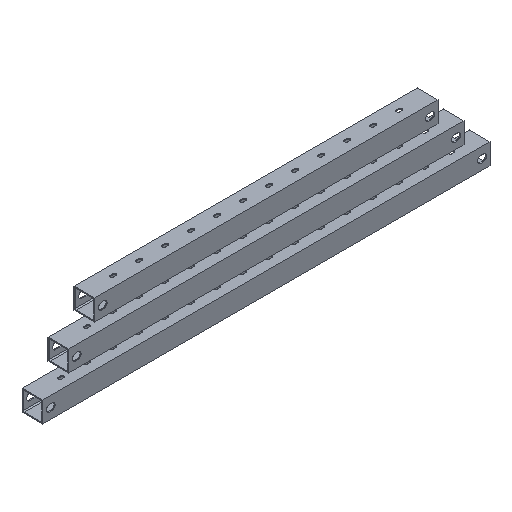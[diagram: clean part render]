
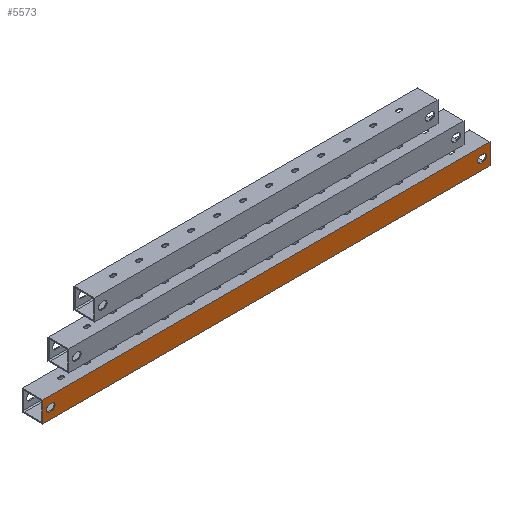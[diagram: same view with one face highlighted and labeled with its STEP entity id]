
A CAD part, isometric view. The second image highlights one B-rep face of the part: STEP entity #5573.
In plain terms, the highlighted planar face has unit normal (0, -1, 0).
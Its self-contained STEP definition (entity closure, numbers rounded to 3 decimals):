
#136=FACE_BOUND('',#939,.T.);
#137=FACE_BOUND('',#940,.T.);
#281=PLANE('',#6111);
#551=FACE_OUTER_BOUND('',#938,.T.);
#938=EDGE_LOOP('',(#5155,#5156,#5157,#5158));
#939=EDGE_LOOP('',(#5159,#5160,#5161,#5162));
#940=EDGE_LOOP('',(#5163,#5164,#5165,#5166));
#1318=LINE('',#8801,#1858);
#1323=LINE('',#8816,#1863);
#1328=LINE('',#8830,#1868);
#1333=LINE('',#8845,#1873);
#1463=LINE('',#9237,#2003);
#1478=LINE('',#9281,#2018);
#1481=LINE('',#9286,#2021);
#1482=LINE('',#9288,#2022);
#1858=VECTOR('',#7198,10.);
#1863=VECTOR('',#7215,10.);
#1868=VECTOR('',#7230,10.);
#1873=VECTOR('',#7247,10.);
#2003=VECTOR('',#7641,10.);
#2018=VECTOR('',#7688,10.);
#2021=VECTOR('',#7693,10.);
#2022=VECTOR('',#7696,10.);
#2196=CIRCLE('',#5947,3.25);
#2198=CIRCLE('',#5953,3.25);
#2200=CIRCLE('',#5958,3.25);
#2202=CIRCLE('',#5964,3.25);
#2645=VERTEX_POINT('',#8798);
#2646=VERTEX_POINT('',#8800);
#2648=VERTEX_POINT('',#8806);
#2650=VERTEX_POINT('',#8815);
#2653=VERTEX_POINT('',#8827);
#2654=VERTEX_POINT('',#8829);
#2656=VERTEX_POINT('',#8835);
#2658=VERTEX_POINT('',#8844);
#2787=VERTEX_POINT('',#9235);
#2788=VERTEX_POINT('',#9236);
#2801=VERTEX_POINT('',#9280);
#2802=VERTEX_POINT('',#9284);
#3350=EDGE_CURVE('',#2646,#2645,#1318,.T.);
#3353=EDGE_CURVE('',#2648,#2646,#2196,.T.);
#3357=EDGE_CURVE('',#2650,#2648,#1323,.T.);
#3360=EDGE_CURVE('',#2645,#2650,#2198,.T.);
#3364=EDGE_CURVE('',#2654,#2653,#1328,.T.);
#3367=EDGE_CURVE('',#2656,#2654,#2200,.T.);
#3371=EDGE_CURVE('',#2658,#2656,#1333,.T.);
#3374=EDGE_CURVE('',#2653,#2658,#2202,.T.);
#3567=EDGE_CURVE('',#2787,#2788,#1463,.T.);
#3590=EDGE_CURVE('',#2801,#2788,#1478,.T.);
#3593=EDGE_CURVE('',#2787,#2802,#1481,.T.);
#3594=EDGE_CURVE('',#2801,#2802,#1482,.T.);
#5155=ORIENTED_EDGE('',*,*,#3593,.T.);
#5156=ORIENTED_EDGE('',*,*,#3594,.F.);
#5157=ORIENTED_EDGE('',*,*,#3590,.T.);
#5158=ORIENTED_EDGE('',*,*,#3567,.F.);
#5159=ORIENTED_EDGE('',*,*,#3357,.T.);
#5160=ORIENTED_EDGE('',*,*,#3353,.T.);
#5161=ORIENTED_EDGE('',*,*,#3350,.T.);
#5162=ORIENTED_EDGE('',*,*,#3360,.T.);
#5163=ORIENTED_EDGE('',*,*,#3371,.T.);
#5164=ORIENTED_EDGE('',*,*,#3367,.T.);
#5165=ORIENTED_EDGE('',*,*,#3364,.T.);
#5166=ORIENTED_EDGE('',*,*,#3374,.T.);
#5573=ADVANCED_FACE('',(#551,#136,#137),#281,.T.);
#5947=AXIS2_PLACEMENT_3D('',#8807,#7204,#7205);
#5953=AXIS2_PLACEMENT_3D('',#8820,#7221,#7222);
#5958=AXIS2_PLACEMENT_3D('',#8836,#7236,#7237);
#5964=AXIS2_PLACEMENT_3D('',#8849,#7253,#7254);
#6111=AXIS2_PLACEMENT_3D('',#9287,#7694,#7695);
#7198=DIRECTION('',(-1.,0.,0.));
#7204=DIRECTION('center_axis',(0.,1.,0.));
#7205=DIRECTION('ref_axis',(0.,0.,1.));
#7215=DIRECTION('',(1.,0.,0.));
#7221=DIRECTION('center_axis',(0.,1.,0.));
#7222=DIRECTION('ref_axis',(0.,0.,-1.));
#7230=DIRECTION('',(1.,0.,0.));
#7236=DIRECTION('center_axis',(0.,1.,0.));
#7237=DIRECTION('ref_axis',(0.,0.,-1.));
#7247=DIRECTION('',(-1.,0.,0.));
#7253=DIRECTION('center_axis',(0.,1.,0.));
#7254=DIRECTION('ref_axis',(0.,0.,1.));
#7641=DIRECTION('',(0.,0.,1.));
#7688=DIRECTION('',(-1.,0.,0.));
#7693=DIRECTION('',(1.,0.,0.));
#7694=DIRECTION('center_axis',(0.,-1.,0.));
#7695=DIRECTION('ref_axis',(0.,0.,-1.));
#7696=DIRECTION('',(0.,0.,-1.));
#8798=CARTESIAN_POINT('',(-208.35,-10.,-3.25));
#8800=CARTESIAN_POINT('',(-206.35,-10.,-3.25));
#8801=CARTESIAN_POINT('',(-104.175,-10.,-3.25));
#8806=CARTESIAN_POINT('',(-206.35,-10.,3.25));
#8807=CARTESIAN_POINT('Origin',(-206.35,-10.,0.));
#8815=CARTESIAN_POINT('',(-208.35,-10.,3.25));
#8816=CARTESIAN_POINT('',(-103.175,-10.,3.25));
#8820=CARTESIAN_POINT('Origin',(-208.35,-10.,0.));
#8827=CARTESIAN_POINT('',(208.35,-10.,3.25));
#8829=CARTESIAN_POINT('',(206.35,-10.,3.25));
#8830=CARTESIAN_POINT('',(104.175,-10.,3.25));
#8835=CARTESIAN_POINT('',(206.35,-10.,-3.25));
#8836=CARTESIAN_POINT('Origin',(206.35,-10.,0.));
#8844=CARTESIAN_POINT('',(208.35,-10.,-3.25));
#8845=CARTESIAN_POINT('',(103.175,-10.,-3.25));
#8849=CARTESIAN_POINT('Origin',(208.35,-10.,0.));
#9235=CARTESIAN_POINT('',(-215.,-10.,-10.));
#9236=CARTESIAN_POINT('',(-215.,-10.,10.));
#9237=CARTESIAN_POINT('',(-215.,-10.,-10.));
#9280=CARTESIAN_POINT('',(215.,-10.,10.));
#9281=CARTESIAN_POINT('',(0.,-10.,10.));
#9284=CARTESIAN_POINT('',(215.,-10.,-10.));
#9286=CARTESIAN_POINT('',(0.,-10.,-10.));
#9287=CARTESIAN_POINT('Origin',(0.,-10.,10.));
#9288=CARTESIAN_POINT('',(215.,-10.,-10.));
